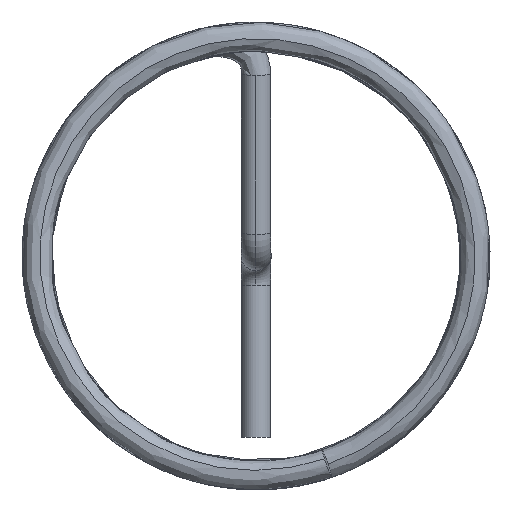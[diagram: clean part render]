
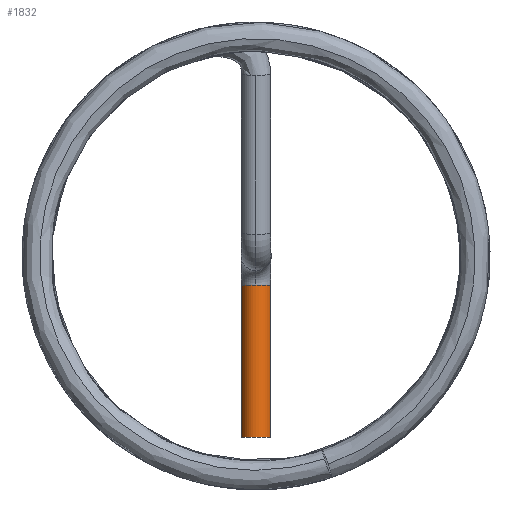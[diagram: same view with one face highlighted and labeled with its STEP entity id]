
A CAD part, front view. The second image highlights one B-rep face of the part: STEP entity #1832.
In plain terms, the highlighted cylindrical face has radius 0.25 mm (diameter 0.5 mm), a partial arc.
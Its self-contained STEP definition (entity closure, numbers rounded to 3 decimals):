
#11 = CARTESIAN_POINT ( 'NONE',  ( 0., 0., -0.5 ) ) ;
#30 = VERTEX_POINT ( 'NONE', #9803 ) ;
#1064 = VECTOR ( 'NONE', #7435, 1000. ) ;
#1252 = LINE ( 'NONE', #6304, #1064 ) ;
#1264 = DIRECTION ( 'NONE',  ( 0., 0., -1. ) ) ;
#1289 = CIRCLE ( 'NONE', #7300, 0.25 ) ;
#1788 = ORIENTED_EDGE ( 'NONE', *, *, #15354, .T. ) ;
#1832 = ADVANCED_FACE ( 'NONE', ( #2541 ), #15282, .T. ) ;
#1902 = EDGE_CURVE ( 'NONE', #15844, #6408, #15940, .T. ) ;
#2085 = CIRCLE ( 'NONE', #11637, 0.25 ) ;
#2470 = CARTESIAN_POINT ( 'NONE',  ( 0., 0., -0.5 ) ) ;
#2535 = LINE ( 'NONE', #12995, #14137 ) ;
#2541 = FACE_OUTER_BOUND ( 'NONE', #13059, .T. ) ;
#2697 = CARTESIAN_POINT ( 'NONE',  ( 0., 0., -3.1 ) ) ;
#2894 = EDGE_CURVE ( 'NONE', #30, #9636, #2085, .T. ) ;
#3490 = DIRECTION ( 'NONE',  ( 0., 0., -1. ) ) ;
#3649 = DIRECTION ( 'NONE',  ( -1., 0., 0. ) ) ;
#5018 = ORIENTED_EDGE ( 'NONE', *, *, #13203, .F. ) ;
#5511 = ORIENTED_EDGE ( 'NONE', *, *, #2894, .F. ) ;
#6304 = CARTESIAN_POINT ( 'NONE',  ( 0.25, 0., -0.5 ) ) ;
#6408 = VERTEX_POINT ( 'NONE', #10635 ) ;
#6794 = VERTEX_POINT ( 'NONE', #16152 ) ;
#7300 = AXIS2_PLACEMENT_3D ( 'NONE', #11, #7560, #12883 ) ;
#7435 = DIRECTION ( 'NONE',  ( 0., 0., -1. ) ) ;
#7560 = DIRECTION ( 'NONE',  ( 0., 0., -1. ) ) ;
#7849 = DIRECTION ( 'NONE',  ( -1., 0., 0. ) ) ;
#9636 = VERTEX_POINT ( 'NONE', #15053 ) ;
#9803 = CARTESIAN_POINT ( 'NONE',  ( 0.25, 0., -3.1 ) ) ;
#10254 = DIRECTION ( 'NONE',  ( 0., 0., -1. ) ) ;
#10635 = CARTESIAN_POINT ( 'NONE',  ( -0.25, 0., -0.5 ) ) ;
#11637 = AXIS2_PLACEMENT_3D ( 'NONE', #2697, #10254, #7849 ) ;
#12537 = ORIENTED_EDGE ( 'NONE', *, *, #1902, .T. ) ;
#12883 = DIRECTION ( 'NONE',  ( -1., 0., 0. ) ) ;
#12995 = CARTESIAN_POINT ( 'NONE',  ( -0.25, 0., -0.5 ) ) ;
#13003 = DIRECTION ( 'NONE',  ( -1., 0., 0. ) ) ;
#13059 = EDGE_LOOP ( 'NONE', ( #5018, #1788, #12537, #15418, #5511 ) ) ;
#13203 = EDGE_CURVE ( 'NONE', #6794, #30, #1252, .T. ) ;
#14137 = VECTOR ( 'NONE', #1264, 1000. ) ;
#14362 = CARTESIAN_POINT ( 'NONE',  ( 0., -0.25, -0.5 ) ) ;
#14554 = AXIS2_PLACEMENT_3D ( 'NONE', #2470, #3490, #13003 ) ;
#15053 = CARTESIAN_POINT ( 'NONE',  ( -0.25, 0., -3.1 ) ) ;
#15282 = CYLINDRICAL_SURFACE ( 'NONE', #14554, 0.25 ) ;
#15354 = EDGE_CURVE ( 'NONE', #6794, #15844, #1289, .T. ) ;
#15411 = AXIS2_PLACEMENT_3D ( 'NONE', #15534, #15453, #3649 ) ;
#15418 = ORIENTED_EDGE ( 'NONE', *, *, #15652, .T. ) ;
#15453 = DIRECTION ( 'NONE',  ( 0., 0., -1. ) ) ;
#15534 = CARTESIAN_POINT ( 'NONE',  ( 0., 0., -0.5 ) ) ;
#15652 = EDGE_CURVE ( 'NONE', #6408, #9636, #2535, .T. ) ;
#15844 = VERTEX_POINT ( 'NONE', #14362 ) ;
#15940 = CIRCLE ( 'NONE', #15411, 0.25 ) ;
#16152 = CARTESIAN_POINT ( 'NONE',  ( 0.25, 0., -0.5 ) ) ;
